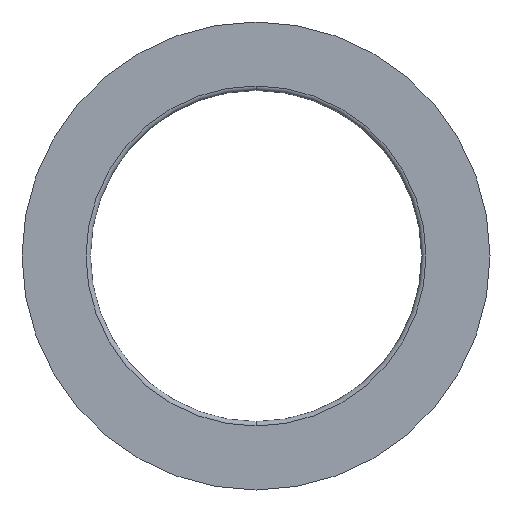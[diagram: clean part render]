
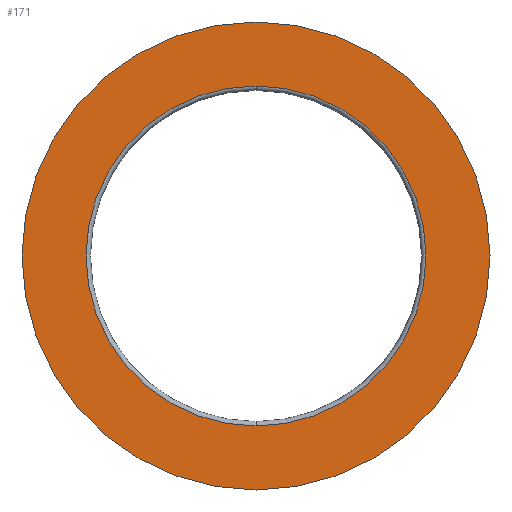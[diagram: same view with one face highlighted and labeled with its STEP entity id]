
A CAD part, front view. The second image highlights one B-rep face of the part: STEP entity #171.
In plain terms, the highlighted planar face has unit normal (0, -1, 0).
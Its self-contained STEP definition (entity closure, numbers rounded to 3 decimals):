
#48 = ORIENTED_EDGE ( 'NONE', *, *, #292, .F. ) ;
#50 = DIRECTION ( 'NONE',  ( 0., 0., -1. ) ) ;
#54 = FACE_OUTER_BOUND ( 'NONE', #348, .T. ) ;
#67 = DIRECTION ( 'NONE',  ( 0., 1., 0. ) ) ;
#74 = DIRECTION ( 'NONE',  ( 0., 0., 1. ) ) ;
#77 = DIRECTION ( 'NONE',  ( 0., 1., 0. ) ) ;
#81 = PLANE ( 'NONE',  #380 ) ;
#90 = AXIS2_PLACEMENT_3D ( 'NONE', #379, #77, #151 ) ;
#98 = DIRECTION ( 'NONE',  ( 0., 1., 0. ) ) ;
#103 = EDGE_CURVE ( 'NONE', #412, #177, #239, .T. ) ;
#107 = VERTEX_POINT ( 'NONE', #328 ) ;
#110 = CARTESIAN_POINT ( 'NONE',  ( 0., 0., -106. ) ) ;
#133 = AXIS2_PLACEMENT_3D ( 'NONE', #285, #253, #74 ) ;
#141 = AXIS2_PLACEMENT_3D ( 'NONE', #363, #67, #400 ) ;
#143 = DIRECTION ( 'NONE',  ( 0., -1., 0. ) ) ;
#145 = FACE_BOUND ( 'NONE', #214, .T. ) ;
#151 = DIRECTION ( 'NONE',  ( 0., 0., 1. ) ) ;
#167 = ORIENTED_EDGE ( 'NONE', *, *, #193, .T. ) ;
#171 = ADVANCED_FACE ( 'NONE', ( #145, #54 ), #81, .T. ) ;
#177 = VERTEX_POINT ( 'NONE', #181 ) ;
#181 = CARTESIAN_POINT ( 'NONE',  ( 0., 0., 77. ) ) ;
#191 = DIRECTION ( 'NONE',  ( 0., 0., 1. ) ) ;
#193 = EDGE_CURVE ( 'NONE', #177, #412, #303, .T. ) ;
#214 = EDGE_LOOP ( 'NONE', ( #167, #342 ) ) ;
#239 = CIRCLE ( 'NONE', #359, 77. ) ;
#246 = CIRCLE ( 'NONE', #90, 106. ) ;
#248 = VERTEX_POINT ( 'NONE', #110 ) ;
#253 = DIRECTION ( 'NONE',  ( 0., 1., 0. ) ) ;
#257 = CIRCLE ( 'NONE', #141, 106. ) ;
#285 = CARTESIAN_POINT ( 'NONE',  ( 0., 0., 0. ) ) ;
#292 = EDGE_CURVE ( 'NONE', #248, #107, #246, .T. ) ;
#302 = CARTESIAN_POINT ( 'NONE',  ( 0., 0., -77. ) ) ;
#303 = CIRCLE ( 'NONE', #133, 77. ) ;
#309 = CARTESIAN_POINT ( 'NONE',  ( -106., 0., 0. ) ) ;
#318 = EDGE_CURVE ( 'NONE', #107, #248, #257, .T. ) ;
#328 = CARTESIAN_POINT ( 'NONE',  ( 0., 0., 106. ) ) ;
#342 = ORIENTED_EDGE ( 'NONE', *, *, #103, .T. ) ;
#348 = EDGE_LOOP ( 'NONE', ( #378, #48 ) ) ;
#359 = AXIS2_PLACEMENT_3D ( 'NONE', #365, #98, #191 ) ;
#363 = CARTESIAN_POINT ( 'NONE',  ( 0., 0., 0. ) ) ;
#365 = CARTESIAN_POINT ( 'NONE',  ( 0., 0., 0. ) ) ;
#378 = ORIENTED_EDGE ( 'NONE', *, *, #318, .F. ) ;
#379 = CARTESIAN_POINT ( 'NONE',  ( 0., 0., 0. ) ) ;
#380 = AXIS2_PLACEMENT_3D ( 'NONE', #309, #143, #50 ) ;
#400 = DIRECTION ( 'NONE',  ( 0., 0., 1. ) ) ;
#412 = VERTEX_POINT ( 'NONE', #302 ) ;
